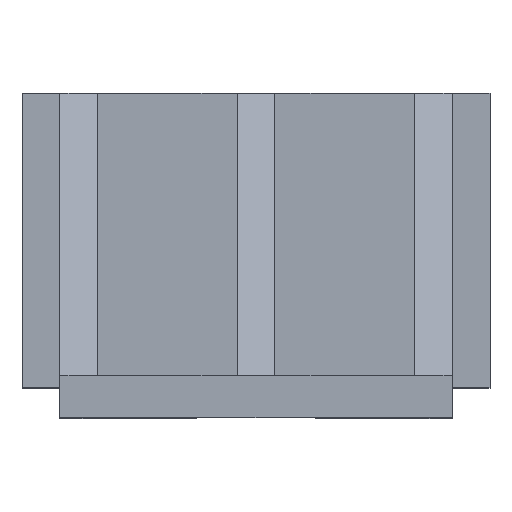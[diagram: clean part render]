
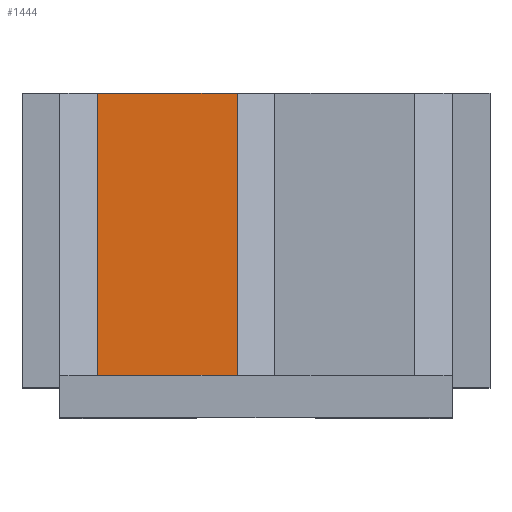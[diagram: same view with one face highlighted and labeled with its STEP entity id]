
A CAD part, top view. The second image highlights one B-rep face of the part: STEP entity #1444.
In plain terms, the highlighted planar face has unit normal (0, 0, 1).
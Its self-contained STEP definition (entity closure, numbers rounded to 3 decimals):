
#188=DIRECTION('',(1.,0.,0.));
#189=VECTOR('',#188,23.245);
#190=CARTESIAN_POINT('',(-5.23,13.,14.094));
#191=LINE('',#190,#189);
#487=DIRECTION('',(0.,1.,0.));
#488=VECTOR('',#487,47.);
#489=CARTESIAN_POINT('',(18.015,-34.,14.094));
#490=LINE('',#489,#488);
#491=DIRECTION('',(1.,0.,0.));
#492=VECTOR('',#491,23.245);
#493=CARTESIAN_POINT('',(-5.23,-34.,14.094));
#494=LINE('',#493,#492);
#495=DIRECTION('',(0.,1.,0.));
#496=VECTOR('',#495,47.);
#497=CARTESIAN_POINT('',(-5.23,-34.,14.094));
#498=LINE('',#497,#496);
#651=CARTESIAN_POINT('',(-5.23,-34.,14.094));
#652=CARTESIAN_POINT('',(18.015,-34.,14.094));
#653=VERTEX_POINT('',#651);
#654=VERTEX_POINT('',#652);
#699=CARTESIAN_POINT('',(-5.23,13.,14.094));
#700=VERTEX_POINT('',#699);
#701=CARTESIAN_POINT('',(18.015,13.,14.094));
#703=VERTEX_POINT('',#701);
#1430=CARTESIAN_POINT('',(-11.5,-36.,14.094));
#1431=DIRECTION('',(0.,0.,1.));
#1432=DIRECTION('',(1.,0.,0.));
#1433=AXIS2_PLACEMENT_3D('',#1430,#1431,#1432);
#1434=PLANE('',#1433);
#1435=ORIENTED_EDGE('',*,*,#974,.T.);
#1437=ORIENTED_EDGE('',*,*,#1436,.F.);
#1439=ORIENTED_EDGE('',*,*,#1438,.F.);
#1441=ORIENTED_EDGE('',*,*,#1440,.T.);
#1442=EDGE_LOOP('',(#1435,#1437,#1439,#1441));
#1443=FACE_OUTER_BOUND('',#1442,.F.);
#1444=ADVANCED_FACE('',(#1443),#1434,.T.);
#974=EDGE_CURVE('',#700,#703,#191,.T.);
#1436=EDGE_CURVE('',#654,#703,#490,.T.);
#1438=EDGE_CURVE('',#653,#654,#494,.T.);
#1440=EDGE_CURVE('',#653,#700,#498,.T.);
